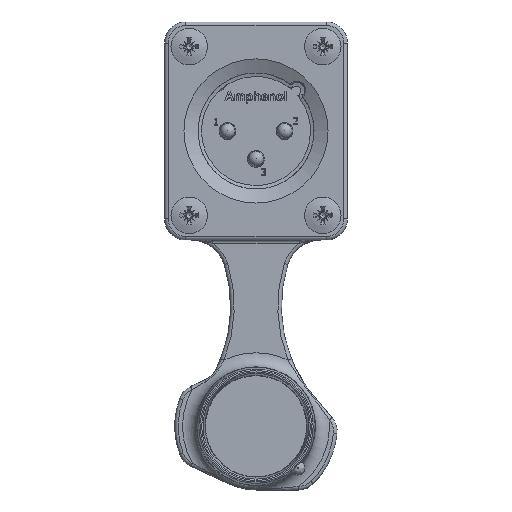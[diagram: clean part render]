
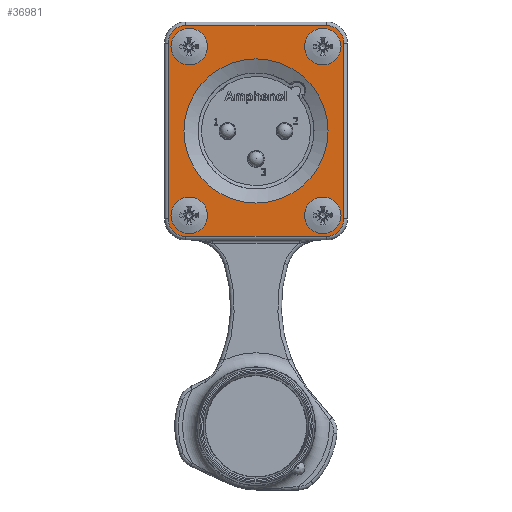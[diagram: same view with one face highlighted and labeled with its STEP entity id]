
A CAD part, top view. The second image highlights one B-rep face of the part: STEP entity #36981.
In plain terms, the highlighted planar face has unit normal (0, 0, 1).
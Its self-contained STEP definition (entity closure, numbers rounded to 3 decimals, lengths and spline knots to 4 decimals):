
#4068=FACE_BOUND('',#8740,.T.);
#4069=FACE_BOUND('',#8741,.T.);
#4070=FACE_BOUND('',#8742,.T.);
#4071=FACE_BOUND('',#8743,.T.);
#4072=FACE_BOUND('',#8744,.T.);
#4537=PLANE('',#38921);
#6666=FACE_OUTER_BOUND('',#8739,.T.);
#8739=EDGE_LOOP('',(#32515,#32516,#32517,#32518,#32519,#32520,#32521,#32522));
#8740=EDGE_LOOP('',(#32523));
#8741=EDGE_LOOP('',(#32524));
#8742=EDGE_LOOP('',(#32525));
#8743=EDGE_LOOP('',(#32526));
#8744=EDGE_LOOP('',(#32527));
#10009=LINE('',#135379,#11639);
#10010=LINE('',#135387,#11640);
#10011=LINE('',#135395,#11641);
#10013=LINE('',#135403,#11643);
#11639=VECTOR('',#43495,0.3937);
#11640=VECTOR('',#43506,0.3937);
#11641=VECTOR('',#43517,0.3937);
#11643=VECTOR('',#43529,0.3937);
#12418=CIRCLE('',#37907,0.1024);
#12459=CIRCLE('',#38061,0.1024);
#12507=CIRCLE('',#38226,0.1024);
#12554=CIRCLE('',#38385,0.1024);
#12715=CIRCLE('',#38679,0.0984);
#12718=CIRCLE('',#38684,0.0984);
#12721=CIRCLE('',#38689,0.0984);
#12724=CIRCLE('',#38694,0.0984);
#12771=CIRCLE('',#38889,0.4035);
#14285=VERTEX_POINT('',#65711);
#14747=VERTEX_POINT('',#86264);
#15230=VERTEX_POINT('',#107380);
#15688=VERTEX_POINT('',#127466);
#15923=VERTEX_POINT('',#135372);
#15924=VERTEX_POINT('',#135374);
#15925=VERTEX_POINT('',#135378);
#15926=VERTEX_POINT('',#135382);
#15927=VERTEX_POINT('',#135386);
#15928=VERTEX_POINT('',#135390);
#15929=VERTEX_POINT('',#135394);
#15930=VERTEX_POINT('',#135398);
#16280=VERTEX_POINT('',#137678);
#18464=EDGE_CURVE('',#14285,#14285,#12418,.T.);
#19198=EDGE_CURVE('',#14747,#14747,#12459,.T.);
#19969=EDGE_CURVE('',#15230,#15230,#12507,.T.);
#20700=EDGE_CURVE('',#15688,#15688,#12554,.T.);
#21132=EDGE_CURVE('',#15923,#15924,#12715,.T.);
#21134=EDGE_CURVE('',#15924,#15925,#10009,.T.);
#21136=EDGE_CURVE('',#15925,#15926,#12718,.T.);
#21138=EDGE_CURVE('',#15926,#15927,#10010,.T.);
#21140=EDGE_CURVE('',#15927,#15928,#12721,.T.);
#21142=EDGE_CURVE('',#15928,#15929,#10011,.T.);
#21144=EDGE_CURVE('',#15929,#15930,#12724,.T.);
#21147=EDGE_CURVE('',#15930,#15923,#10013,.T.);
#21681=EDGE_CURVE('',#16280,#16280,#12771,.T.);
#32515=ORIENTED_EDGE('',*,*,#21147,.F.);
#32516=ORIENTED_EDGE('',*,*,#21144,.F.);
#32517=ORIENTED_EDGE('',*,*,#21142,.F.);
#32518=ORIENTED_EDGE('',*,*,#21140,.F.);
#32519=ORIENTED_EDGE('',*,*,#21138,.F.);
#32520=ORIENTED_EDGE('',*,*,#21136,.F.);
#32521=ORIENTED_EDGE('',*,*,#21134,.F.);
#32522=ORIENTED_EDGE('',*,*,#21132,.F.);
#32523=ORIENTED_EDGE('',*,*,#20700,.T.);
#32524=ORIENTED_EDGE('',*,*,#19969,.T.);
#32525=ORIENTED_EDGE('',*,*,#19198,.T.);
#32526=ORIENTED_EDGE('',*,*,#18464,.T.);
#32527=ORIENTED_EDGE('',*,*,#21681,.F.);
#36981=ADVANCED_FACE('',(#6666,#4068,#4069,#4070,#4071,#4072),#4537,.T.);
#37907=AXIS2_PLACEMENT_3D('',#65713,#41595,#41596);
#38061=AXIS2_PLACEMENT_3D('',#86266,#41989,#41990);
#38226=AXIS2_PLACEMENT_3D('',#107382,#42408,#42409);
#38385=AXIS2_PLACEMENT_3D('',#127468,#42811,#42812);
#38679=AXIS2_PLACEMENT_3D('',#135375,#43489,#43490);
#38684=AXIS2_PLACEMENT_3D('',#135383,#43500,#43501);
#38689=AXIS2_PLACEMENT_3D('',#135391,#43511,#43512);
#38694=AXIS2_PLACEMENT_3D('',#135399,#43522,#43523);
#38889=AXIS2_PLACEMENT_3D('',#137679,#44281,#44282);
#38921=AXIS2_PLACEMENT_3D('',#137916,#44356,#44357);
#41595=DIRECTION('center_axis',(0.,0.,
-1.));
#41596=DIRECTION('ref_axis',(-1.,0.,0.));
#41989=DIRECTION('center_axis',(0.,0.,
-1.));
#41990=DIRECTION('ref_axis',(-1.,0.,0.));
#42408=DIRECTION('center_axis',(0.,0.,
-1.));
#42409=DIRECTION('ref_axis',(-1.,0.,0.));
#42811=DIRECTION('center_axis',(0.,0.,
-1.));
#42812=DIRECTION('ref_axis',(-1.,0.,0.));
#43489=DIRECTION('center_axis',(0.,0.,-1.));
#43490=DIRECTION('ref_axis',(-0.707,-0.707,0.));
#43495=DIRECTION('',(0.,1.,0.));
#43500=DIRECTION('center_axis',(0.,0.,-1.));
#43501=DIRECTION('ref_axis',(-0.707,0.707,0.));
#43506=DIRECTION('',(1.,0.,0.));
#43511=DIRECTION('center_axis',(0.,0.,-1.));
#43512=DIRECTION('ref_axis',(0.707,0.707,0.));
#43517=DIRECTION('',(0.,-1.,0.));
#43522=DIRECTION('center_axis',(0.,0.,-1.));
#43523=DIRECTION('ref_axis',(0.707,-0.707,0.));
#43529=DIRECTION('',(-1.,0.,0.));
#44281=DIRECTION('center_axis',(0.,0.,1.));
#44282=DIRECTION('ref_axis',(-1.,0.,0.));
#44356=DIRECTION('center_axis',(0.,0.,1.));
#44357=DIRECTION('ref_axis',(1.,0.,0.));
#65711=CARTESIAN_POINT('',(0.4764,0.4724,0.0591));
#65713=CARTESIAN_POINT('Origin',(0.374,0.4724,0.0591));
#86264=CARTESIAN_POINT('',(-0.2717,0.4724,0.0591));
#86266=CARTESIAN_POINT('Origin',(-0.374,0.4724,0.0591));
#107380=CARTESIAN_POINT('',(-0.2717,-0.4724,0.0591));
#107382=CARTESIAN_POINT('Origin',(-0.374,-0.4724,
0.0591));
#127466=CARTESIAN_POINT('',(0.4764,-0.4724,0.0591));
#127468=CARTESIAN_POINT('Origin',(0.374,-0.4724,
0.0591));
#135372=CARTESIAN_POINT('',(-0.3937,-0.5906,0.0591));
#135374=CARTESIAN_POINT('',(-0.4921,-0.4921,0.0591));
#135375=CARTESIAN_POINT('Origin',(-0.3937,-0.4921,
0.0591));
#135378=CARTESIAN_POINT('',(-0.4921,0.4921,0.0591));
#135379=CARTESIAN_POINT('',(-0.4921,0.2461,0.0591));
#135382=CARTESIAN_POINT('',(-0.3937,0.5906,0.0591));
#135383=CARTESIAN_POINT('Origin',(-0.3937,0.4921,
0.0591));
#135386=CARTESIAN_POINT('',(0.3937,0.5906,0.0591));
#135387=CARTESIAN_POINT('',(0.1969,0.5906,0.0591));
#135390=CARTESIAN_POINT('',(0.4921,0.4921,0.0591));
#135391=CARTESIAN_POINT('Origin',(0.3937,0.4921,0.0591));
#135394=CARTESIAN_POINT('',(0.4921,-0.4921,0.0591));
#135395=CARTESIAN_POINT('',(0.4921,-0.2461,0.0591));
#135398=CARTESIAN_POINT('',(0.3937,-0.5906,0.0591));
#135399=CARTESIAN_POINT('Origin',(0.3937,-0.4921,
0.0591));
#135403=CARTESIAN_POINT('',(-0.1969,-0.5906,0.0591));
#137678=CARTESIAN_POINT('',(0.4035,0.,0.0591));
#137679=CARTESIAN_POINT('Origin',(0.,0.,
0.0591));
#137916=CARTESIAN_POINT('Origin',(0.,0.,
0.0591));
